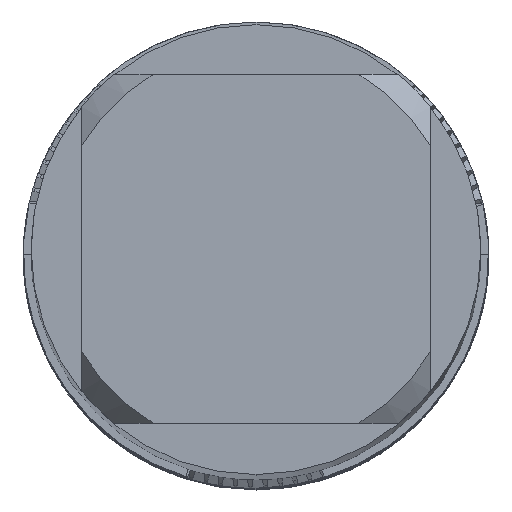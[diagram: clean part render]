
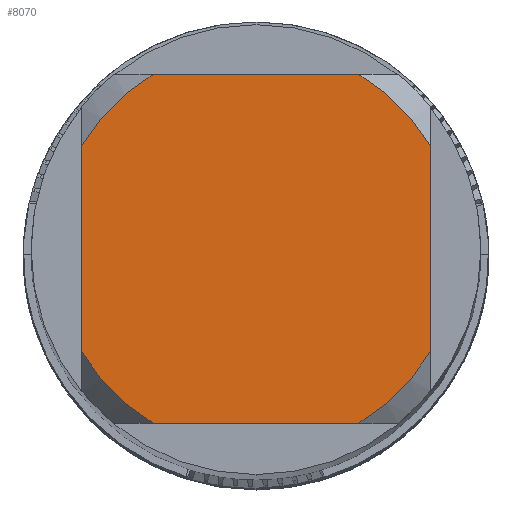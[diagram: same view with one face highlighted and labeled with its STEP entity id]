
A CAD part, top view. The second image highlights one B-rep face of the part: STEP entity #8070.
In plain terms, the highlighted planar face has unit normal (0, 0, 1).
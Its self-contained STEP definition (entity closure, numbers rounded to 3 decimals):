
#3170=VERTEX_POINT('',#8991);
#3438=EDGE_CURVE('',#6348,#5142,#9286,.T.);
#3808=EDGE_CURVE('',#6330,#5828,#9692,.T.);
#4194=EDGE_CURVE('',#6022,#5142,#10107,.T.);
#4254=EDGE_CURVE('',#6330,#6506,#10172,.T.);
#5142=VERTEX_POINT('',#11144);
#5352=EDGE_CURVE('',#3170,#6506,#11369,.T.);
#5584=VERTEX_POINT('',#11618);
#5828=VERTEX_POINT('',#11885);
#6022=VERTEX_POINT('',#12095);
#6330=VERTEX_POINT('',#12428);
#6348=VERTEX_POINT('',#12449);
#6506=VERTEX_POINT('',#12621);
#7674=EDGE_CURVE('',#6022,#5828,#13886,.T.);
#7942=EDGE_CURVE('',#6348,#5584,#14174,.T.);
#8070=ADVANCED_FACE('',(#14313),#14314,.T.);
#8318=EDGE_CURVE('',#3170,#5584,#14585,.T.);
#8991=CARTESIAN_POINT('',(3.1,-1.83,0.0));
#9286=LINE('',#16537,#16538);
#9692=CIRCLE('',#17702,3.6);
#10107=CIRCLE('',#18886,3.6);
#10172=LINE('',#19013,#19014);
#11144=CARTESIAN_POINT('',(-1.83,3.1,0.0));
#11369=CIRCLE('',#22401,3.6);
#11618=CARTESIAN_POINT('',(3.1,1.83,0.0));
#11885=CARTESIAN_POINT('',(-3.1,-1.83,0.0));
#12095=CARTESIAN_POINT('',(-3.1,1.83,0.0));
#12428=CARTESIAN_POINT('',(-1.83,-3.1,0.0));
#12449=CARTESIAN_POINT('',(1.83,3.1,0.0));
#12621=CARTESIAN_POINT('',(1.83,-3.1,0.0));
#13886=LINE('',#29953,#29954);
#14174=CIRCLE('',#30777,3.6);
#14313=FACE_OUTER_BOUND('',#31136,.T.);
#14314=PLANE('',#31137);
#14585=LINE('',#32001,#32002);
#16537=CARTESIAN_POINT('',(0.0,3.1,0.0));
#16538=VECTOR('',#33943,1.0);
#17702=AXIS2_PLACEMENT_3D('',#34329,#34330,#34331);
#18886=AXIS2_PLACEMENT_3D('',#34682,#34683,#34684);
#19013=CARTESIAN_POINT('',(0.0,-3.1,0.0));
#19014=VECTOR('',#34756,1.0);
#22401=AXIS2_PLACEMENT_3D('',#36111,#36112,#36113);
#29953=CARTESIAN_POINT('',(-3.1,0.9,0.0));
#29954=VECTOR('',#38610,1.0);
#30777=AXIS2_PLACEMENT_3D('',#38850,#38851,#38852);
#31136=EDGE_LOOP('',(#38979,#38980,#38981,#38982,#38983,#38984,#38985,#38986));
#31137=AXIS2_PLACEMENT_3D('',#38987,#38988,#38989);
#32001=CARTESIAN_POINT('',(3.1,0.9,0.0));
#32002=VECTOR('',#39230,1.0);
#33943=DIRECTION('',(-1.0,0.0,0.0));
#34329=CARTESIAN_POINT('',(0.0,0.0,0.0));
#34330=DIRECTION('',(0.0,0.0,-1.0));
#34331=DIRECTION('',(0.0,1.0,0.0));
#34682=CARTESIAN_POINT('',(0.0,0.0,0.0));
#34683=DIRECTION('',(0.0,0.0,-1.0));
#34684=DIRECTION('',(0.0,1.0,0.0));
#34756=DIRECTION('',(1.0,0.0,0.0));
#36111=CARTESIAN_POINT('',(0.0,0.0,0.0));
#36112=DIRECTION('',(0.0,0.0,-1.0));
#36113=DIRECTION('',(0.0,1.0,0.0));
#38610=DIRECTION('',(-0.0,-1.0,0.0));
#38850=CARTESIAN_POINT('',(0.0,0.0,0.0));
#38851=DIRECTION('',(0.0,0.0,-1.0));
#38852=DIRECTION('',(0.0,1.0,0.0));
#38979=ORIENTED_EDGE('',*,*,#7674,.T.);
#38980=ORIENTED_EDGE('',*,*,#3808,.F.);
#38981=ORIENTED_EDGE('',*,*,#4254,.T.);
#38982=ORIENTED_EDGE('',*,*,#5352,.F.);
#38983=ORIENTED_EDGE('',*,*,#8318,.T.);
#38984=ORIENTED_EDGE('',*,*,#7942,.F.);
#38985=ORIENTED_EDGE('',*,*,#3438,.T.);
#38986=ORIENTED_EDGE('',*,*,#4194,.F.);
#38987=CARTESIAN_POINT('',(0.0,1.8,0.0));
#38988=DIRECTION('',(-0.0,0.0,1.0));
#38989=DIRECTION('',(0.0,-1.0,0.0));
#39230=DIRECTION('',(-0.0,1.0,0.0));
